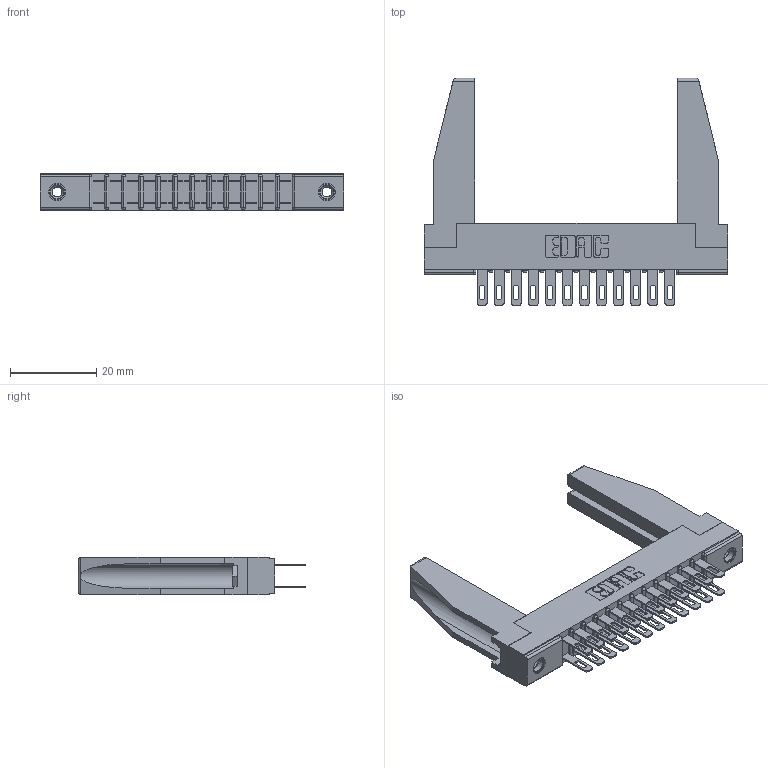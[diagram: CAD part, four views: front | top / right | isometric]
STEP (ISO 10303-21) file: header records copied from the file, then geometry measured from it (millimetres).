
FILE_DESCRIPTION (( 'STEP AP203' ), '1' );
FILE_NAME ('307-024-400-278.STEP', '2020-09-29T04:32:56', ( '' ), ( '' ), 'SwSTEP 2.0', 'SolidWorks 2020', '' );
FILE_SCHEMA (( 'CONFIG_CONTROL_DESIGN' ));
Length unit declared in the file: inch
Products named in the file (5): 307-290-001_500; 307 Part_.156 Dia Mounting Holes; 345-250-001_345-250-001-102; 307-220-078; 307-024-400-278
Assembly tree (29 placements, depth 2):
  307-024-400-278
    307 Part_.156 Dia Mounting Holes
    307-290-001_500  x24
    307-220-078  x2
    345-250-001_345-250-001-102  x2
Bounding box: 70.56 x 52.88 x 8.71 mm (x, y, z)
Volume: 8678.7 mm3; surface area: 11959.5 mm2
Topology: 29 solids, 29 shells, 1365 faces, 3773 edges, 2438 vertices
Faces by surface type: plane 874, cylinder 449, sphere 26, cone 12, torus 4
Entity records: 16783 total; most frequent: CARTESIAN_POINT 2762, ORIENTED_EDGE 2692, DIRECTION 2674, EDGE_CURVE 1346, LINE 1022, VECTOR 1022, VERTEX_POINT 872, AXIS2_PLACEMENT_3D 826
